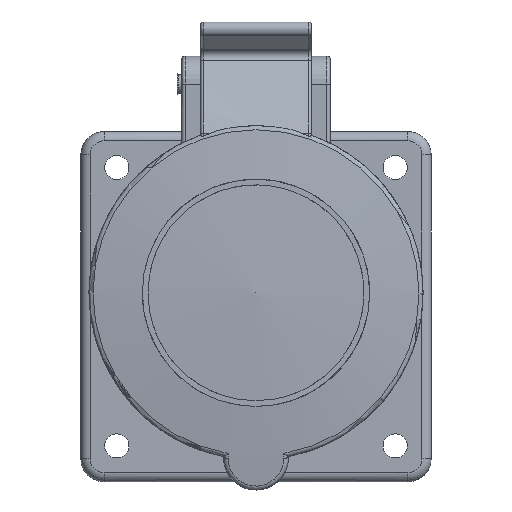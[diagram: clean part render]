
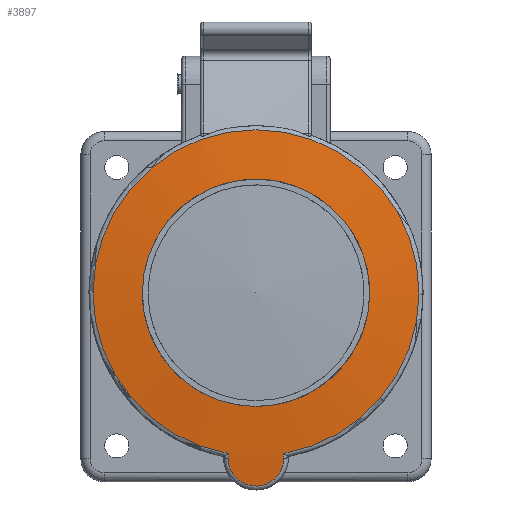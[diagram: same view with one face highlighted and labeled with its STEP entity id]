
A CAD part, front view. The second image highlights one B-rep face of the part: STEP entity #3897.
In plain terms, the highlighted spherical face has radius 270 mm.
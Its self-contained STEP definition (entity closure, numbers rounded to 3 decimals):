
#1126=SPHERICAL_SURFACE('',#40335,270.);
#1460=FACE_BOUND('',#9481,.T.);
#1461=FACE_BOUND('',#9482,.T.);
#2907=B_SPLINE_CURVE_WITH_KNOTS('',3,(#57526,#57527,#57528,#57529,#57530,
#57531,#57532,#57533,#57534,#57535),.UNSPECIFIED.,.F.,.F.,(4,2,2,2,4),(0.,
0.25,0.5,0.75,1.),.UNSPECIFIED.);
#2908=B_SPLINE_CURVE_WITH_KNOTS('',3,(#57536,#57537,#57538,#57539,#57540,
#57541,#57542,#57543,#57544,#57545,#57546,#57547,#57548,#57549,#57550,#57551,
#57552,#57553,#57554,#57555,#57556,#57557,#57558,#57559,#57560,#57561,#57562,
#57563,#57564,#57565,#57566,#57567),.UNSPECIFIED.,.T.,.F.,(2,2,2,2,2,2,
2,2,2,2,2,2,2,2,2,2,2,2),(-0.063,0.,0.125,0.188,0.25,0.313,0.375,0.438,
0.5,0.563,0.625,0.688,0.75,0.813,0.875,0.938,1.,1.125),
 .UNSPECIFIED.);
#3897=ADVANCED_FACE('',(#1460,#1461),#1126,.T.);
#9481=EDGE_LOOP('',(#17372,#17373,#17374,#17375));
#9482=EDGE_LOOP('',(#17376));
#17372=ORIENTED_EDGE('',*,*,#32449,.F.);
#17373=ORIENTED_EDGE('',*,*,#32440,.T.);
#17374=ORIENTED_EDGE('',*,*,#32450,.F.);
#17375=ORIENTED_EDGE('',*,*,#32447,.F.);
#17376=ORIENTED_EDGE('',*,*,#32451,.T.);
#28782=VERTEX_POINT('',#57462);
#28784=VERTEX_POINT('',#57465);
#28790=VERTEX_POINT('',#57520);
#28791=VERTEX_POINT('',#57522);
#28792=VERTEX_POINT('',#57568);
#32440=EDGE_CURVE('',#28784,#28782,#38135,.T.);
#32447=EDGE_CURVE('',#28790,#28791,#38138,.T.);
#32449=EDGE_CURVE('',#28784,#28790,#38140,.T.);
#32450=EDGE_CURVE('',#28791,#28782,#2907,.T.);
#32451=EDGE_CURVE('',#28792,#28792,#2908,.T.);
#38135=CIRCLE('',#40327,269.933);
#38138=CIRCLE('',#40331,269.933);
#38140=CIRCLE('',#40334,35.13);
#40327=AXIS2_PLACEMENT_3D('',#57464,#45114,#45115);
#40331=AXIS2_PLACEMENT_3D('',#57521,#45122,#45123);
#40334=AXIS2_PLACEMENT_3D('',#57525,#45128,#45129);
#40335=AXIS2_PLACEMENT_3D('',#57569,#45130,#45131);
#45114=DIRECTION('',(1.,0.,0.));
#45115=DIRECTION('',(0.,0.,-1.));
#45122=DIRECTION('',(1.,0.,0.));
#45123=DIRECTION('',(0.,0.,1.));
#45128=DIRECTION('',(0.,1.,0.));
#45129=DIRECTION('',(0.,0.,1.));
#45130=DIRECTION('',(0.,1.,0.));
#45131=DIRECTION('',(0.171,0.,-0.985));
#57462=CARTESIAN_POINT('',(-6.022,-114.271,-35.632));
#57464=CARTESIAN_POINT('',(-6.022,153.3,0.));
#57465=CARTESIAN_POINT('',(-6.022,-114.405,-34.61));
#57520=CARTESIAN_POINT('',(6.022,-114.405,-34.61));
#57521=CARTESIAN_POINT('',(6.022,153.3,0.));
#57522=CARTESIAN_POINT('',(6.022,-114.271,-35.632));
#57525=CARTESIAN_POINT('',(0.,-114.405,0.));
#57526=CARTESIAN_POINT('',(6.022,-114.271,-35.632));
#57527=CARTESIAN_POINT('',(6.022,-114.06,-37.216));
#57528=CARTESIAN_POINT('',(5.378,-113.853,-38.766));
#57529=CARTESIAN_POINT('',(3.158,-113.556,-40.996));
#57530=CARTESIAN_POINT('',(1.581,-113.468,-41.653));
#57531=CARTESIAN_POINT('',(-1.573,-113.467,-41.655));
#57532=CARTESIAN_POINT('',(-3.142,-113.554,-41.01));
#57533=CARTESIAN_POINT('',(-5.388,-113.854,-38.758));
#57534=CARTESIAN_POINT('',(-6.022,-114.06,-37.216));
#57535=CARTESIAN_POINT('',(-6.022,-114.271,-35.632));
#57536=CARTESIAN_POINT('',(-24.5,-115.586,-3.237));
#57537=CARTESIAN_POINT('',(-24.5,-115.586,6.474));
#57538=CARTESIAN_POINT('',(-21.838,-115.586,12.818));
#57539=CARTESIAN_POINT('',(-15.046,-115.586,19.598));
#57540=CARTESIAN_POINT('',(-12.332,-115.586,21.413));
#57541=CARTESIAN_POINT('',(-6.387,-115.586,23.871));
#57542=CARTESIAN_POINT('',(-3.206,-115.586,24.503));
#57543=CARTESIAN_POINT('',(3.256,-115.586,24.497));
#57544=CARTESIAN_POINT('',(6.44,-115.586,23.855));
#57545=CARTESIAN_POINT('',(12.364,-115.586,21.393));
#57546=CARTESIAN_POINT('',(15.084,-115.586,19.568));
#57547=CARTESIAN_POINT('',(19.598,-115.586,15.046));
#57548=CARTESIAN_POINT('',(21.422,-115.586,12.31));
#57549=CARTESIAN_POINT('',(23.86,-115.586,6.412));
#57550=CARTESIAN_POINT('',(24.501,-115.586,3.189));
#57551=CARTESIAN_POINT('',(24.499,-115.586,-3.206));
#57552=CARTESIAN_POINT('',(23.863,-115.586,-6.412));
#57553=CARTESIAN_POINT('',(21.402,-115.586,-12.35));
#57554=CARTESIAN_POINT('',(19.603,-115.586,-15.047));
#57555=CARTESIAN_POINT('',(15.027,-115.586,-19.619));
#57556=CARTESIAN_POINT('',(12.326,-115.586,-21.415));
#57557=CARTESIAN_POINT('',(6.394,-115.586,-23.868));
#57558=CARTESIAN_POINT('',(3.183,-115.586,-24.502));
#57559=CARTESIAN_POINT('',(-3.209,-115.586,-24.498));
#57560=CARTESIAN_POINT('',(-6.433,-115.586,-23.855));
#57561=CARTESIAN_POINT('',(-12.329,-115.586,-21.411));
#57562=CARTESIAN_POINT('',(-15.062,-115.586,-19.586));
#57563=CARTESIAN_POINT('',(-19.583,-115.586,-15.066));
#57564=CARTESIAN_POINT('',(-21.403,-115.586,-12.348));
#57565=CARTESIAN_POINT('',(-23.863,-115.586,-6.414));
#57566=CARTESIAN_POINT('',(-24.5,-115.586,-3.237));
#57567=CARTESIAN_POINT('',(-24.5,-115.586,6.474));
#57568=CARTESIAN_POINT('',(-24.5,-115.586,0.));
#57569=CARTESIAN_POINT('',(0.,153.3,0.));
